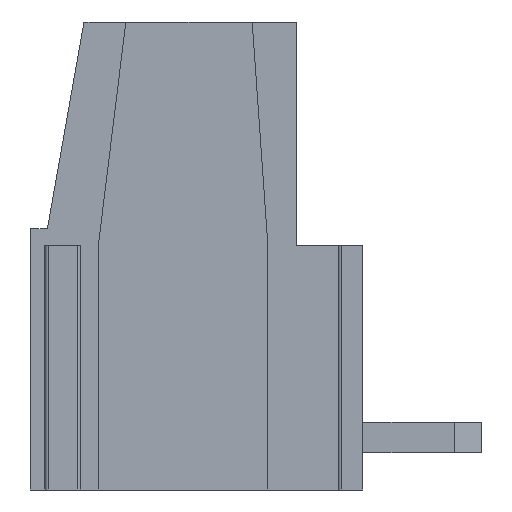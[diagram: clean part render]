
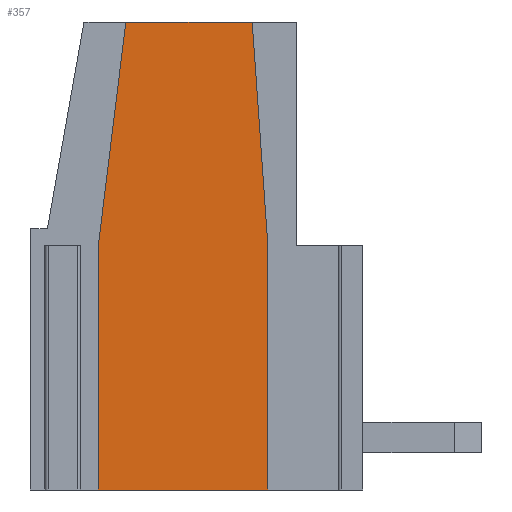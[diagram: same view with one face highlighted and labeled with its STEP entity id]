
A CAD part, left-side view. The second image highlights one B-rep face of the part: STEP entity #357.
In plain terms, the highlighted planar face has unit normal (-1, 0, 0).
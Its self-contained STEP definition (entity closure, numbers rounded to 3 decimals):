
#357 = ADVANCED_FACE( '', ( #781 ), #782, .F. );
#781 = FACE_OUTER_BOUND( '', #1289, .T. );
#782 = PLANE( '', #1290 );
#1289 = EDGE_LOOP( '', ( #2168, #2169, #2170, #2171, #2172, #2173 ) );
#1290 = AXIS2_PLACEMENT_3D( '', #2174, #2175, #2176 );
#2168 = ORIENTED_EDGE( '', *, *, #3538, .T. );
#2169 = ORIENTED_EDGE( '', *, *, #3226, .F. );
#2170 = ORIENTED_EDGE( '', *, *, #3539, .F. );
#2171 = ORIENTED_EDGE( '', *, *, #3540, .F. );
#2172 = ORIENTED_EDGE( '', *, *, #3541, .T. );
#2173 = ORIENTED_EDGE( '', *, *, #3282, .T. );
#2174 = CARTESIAN_POINT( '', ( -3.11, 19.914, -5.23 ) );
#2175 = DIRECTION( '', ( 1., 0., 0. ) );
#2176 = DIRECTION( '', ( 0., -1., 0. ) );
#3226 = EDGE_CURVE( '', #3866, #3868, #3869, .T. );
#3282 = EDGE_CURVE( '', #3969, #3967, #3970, .T. );
#3538 = EDGE_CURVE( '', #3967, #3868, #4397, .T. );
#3539 = EDGE_CURVE( '', #4398, #3866, #4399, .T. );
#3540 = EDGE_CURVE( '', #4400, #4398, #4401, .T. );
#3541 = EDGE_CURVE( '', #4400, #3969, #4402, .T. );
#3866 = VERTEX_POINT( '', #4815 );
#3868 = VERTEX_POINT( '', #4818 );
#3869 = LINE( '', #4819, #4820 );
#3967 = VERTEX_POINT( '', #4958 );
#3969 = VERTEX_POINT( '', #4961 );
#3970 = LINE( '', #4962, #4963 );
#4397 = LINE( '', #5592, #5593 );
#4398 = VERTEX_POINT( '', #5594 );
#4399 = LINE( '', #5595, #5596 );
#4400 = VERTEX_POINT( '', #5597 );
#4401 = LINE( '', #5598, #5599 );
#4402 = LINE( '', #5600, #5601 );
#4815 = CARTESIAN_POINT( '', ( -3.11, -2., 0. ) );
#4818 = CARTESIAN_POINT( '', ( -3.11, -2., 7.2 ) );
#4819 = CARTESIAN_POINT( '', ( -3.11, -2., -11.5 ) );
#4820 = VECTOR( '', #6162, 1000. );
#4958 = CARTESIAN_POINT( '', ( -3.11, -2.81, 13.8 ) );
#4961 = CARTESIAN_POINT( '', ( -3.11, -6.538, 13.8 ) );
#4962 = CARTESIAN_POINT( '', ( -3.11, 0., 13.8 ) );
#4963 = VECTOR( '', #6219, 1000. );
#5592 = CARTESIAN_POINT( '', ( -3.11, 0.296, -11.5 ) );
#5593 = VECTOR( '', #6455, 1000. );
#5594 = CARTESIAN_POINT( '', ( -3.11, -7., 0. ) );
#5595 = CARTESIAN_POINT( '', ( -3.11, 0., 0. ) );
#5596 = VECTOR( '', #6456, 1000. );
#5597 = CARTESIAN_POINT( '', ( -3.11, -7., 7.2 ) );
#5598 = CARTESIAN_POINT( '', ( -3.11, -7., -11.5 ) );
#5599 = VECTOR( '', #6457, 1000. );
#5600 = CARTESIAN_POINT( '', ( -3.11, -8.308, -11.5 ) );
#5601 = VECTOR( '', #6458, 1000. );
#6162 = DIRECTION( '', ( 0., 0., 1. ) );
#6219 = DIRECTION( '', ( 0., 1., 0. ) );
#6455 = DIRECTION( '', ( 0., 0.122, -0.993 ) );
#6456 = DIRECTION( '', ( 0., 1., 0. ) );
#6457 = DIRECTION( '', ( 0., 0., -1. ) );
#6458 = DIRECTION( '', ( 0., 0.07, 0.998 ) );
